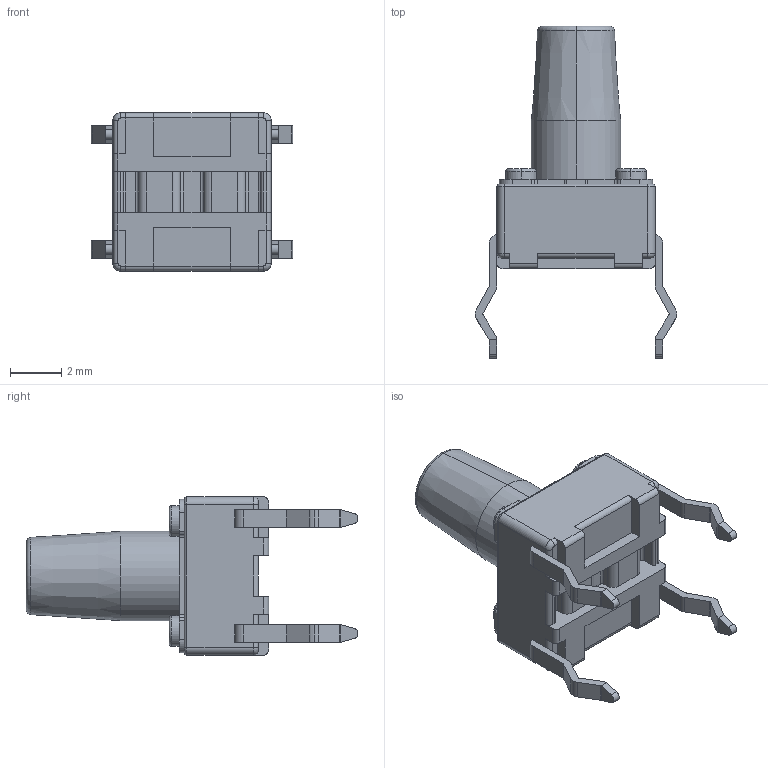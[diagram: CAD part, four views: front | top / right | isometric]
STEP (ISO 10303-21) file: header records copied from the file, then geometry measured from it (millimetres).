
FILE_DESCRIPTION(('STEP AP242'),'1');
FILE_NAME('skhhana010.stp','2021-02-15T06:01:32',('TraceParts'),('TraceParts S.A.'),'Spatial InterOp 3D',' ',' ');
FILE_SCHEMA(('AP242_MANAGED_MODEL_BASED_3D_ENGINEERING_MIM_LF {1 0 10303 442 1 1 4}'));
Length unit declared in the file: millimetre
Products named in the file (1): skhhana010
Bounding box: 7.9 x 13 x 6.2 mm (x, y, z)
Volume: 180 mm3; surface area: 283.4 mm2
Topology: 1 solids, 5 shells, 280 faces, 724 edges, 460 vertices
Faces by surface type: cylinder 132, plane 128, torus 18, cone 2
Entity records: 10631 total; most frequent: DIRECTION 1580, CARTESIAN_POINT 1465, ORIENTED_EDGE 1448, EDGE_CURVE 724, AXIS2_PLACEMENT_3D 575, VERTEX_POINT 460, LINE 430, VECTOR 430
